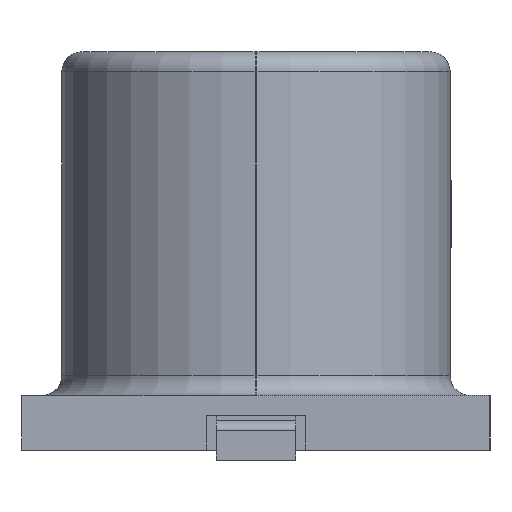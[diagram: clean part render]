
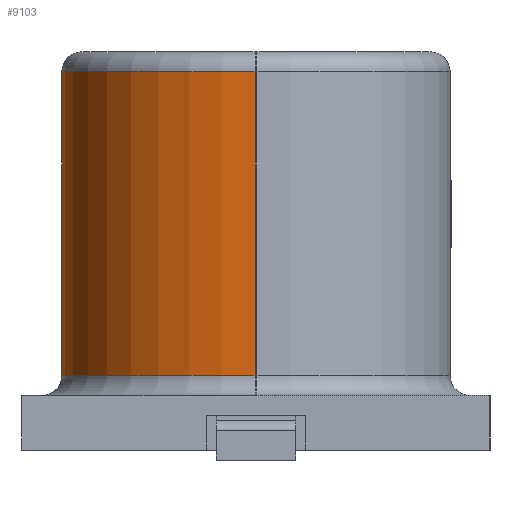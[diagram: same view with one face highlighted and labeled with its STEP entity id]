
A CAD part, left-side view. The second image highlights one B-rep face of the part: STEP entity #9103.
In plain terms, the highlighted cylindrical face has radius 1.94 mm (diameter 3.88 mm), a partial arc.
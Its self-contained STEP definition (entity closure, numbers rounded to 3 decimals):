
#12 = DIRECTION ( 'NONE',  ( 0., 0., -1. ) ) ;
#95 = FACE_OUTER_BOUND ( 'NONE', #14536, .T. ) ;
#173 = CARTESIAN_POINT ( 'NONE',  ( -5.15, 0.01, 3.8 ) ) ;
#324 = AXIS2_PLACEMENT_3D ( 'NONE', #15958, #9640, #2194 ) ;
#574 = ORIENTED_EDGE ( 'NONE', *, *, #4089, .T. ) ;
#1162 = CARTESIAN_POINT ( 'NONE',  ( -5.15, 0.01, 4. ) ) ;
#1229 = VERTEX_POINT ( 'NONE', #11303 ) ;
#1362 = DIRECTION ( 'NONE',  ( 0., 0., 1. ) ) ;
#1485 = DIRECTION ( 'NONE',  ( 0., 0., -1. ) ) ;
#1638 = CIRCLE ( 'NONE', #324, 1.94 ) ;
#1685 = CIRCLE ( 'NONE', #9780, 1.94 ) ;
#2194 = DIRECTION ( 'NONE',  ( 1., 0., 0. ) ) ;
#2324 = CARTESIAN_POINT ( 'NONE',  ( -3.21, 0.01, 0.75 ) ) ;
#2831 = DIRECTION ( 'NONE',  ( -1., 0., 0. ) ) ;
#2992 = LINE ( 'NONE', #9174, #11524 ) ;
#3433 = EDGE_CURVE ( 'NONE', #9902, #13584, #12396, .T. ) ;
#3741 = CARTESIAN_POINT ( 'NONE',  ( -3.21, 1.95, 3.8 ) ) ;
#4089 = EDGE_CURVE ( 'NONE', #4318, #1229, #2992, .T. ) ;
#4318 = VERTEX_POINT ( 'NONE', #3741 ) ;
#5054 = CYLINDRICAL_SURFACE ( 'NONE', #7044, 1.94 ) ;
#6563 = DIRECTION ( 'NONE',  ( 0., 0., -1. ) ) ;
#7044 = AXIS2_PLACEMENT_3D ( 'NONE', #11556, #1485, #2831 ) ;
#8680 = EDGE_CURVE ( 'NONE', #1229, #13584, #1685, .T. ) ;
#9103 = ADVANCED_FACE ( 'NONE', ( #95 ), #5054, .T. ) ;
#9174 = CARTESIAN_POINT ( 'NONE',  ( -3.21, 1.95, 4. ) ) ;
#9373 = ORIENTED_EDGE ( 'NONE', *, *, #8680, .T. ) ;
#9640 = DIRECTION ( 'NONE',  ( 0., 0., -1. ) ) ;
#9780 = AXIS2_PLACEMENT_3D ( 'NONE', #2324, #1362, #14852 ) ;
#9902 = VERTEX_POINT ( 'NONE', #173 ) ;
#10737 = ORIENTED_EDGE ( 'NONE', *, *, #12010, .T. ) ;
#10969 = ORIENTED_EDGE ( 'NONE', *, *, #3433, .F. ) ;
#11303 = CARTESIAN_POINT ( 'NONE',  ( -3.21, 1.95, 0.75 ) ) ;
#11524 = VECTOR ( 'NONE', #6563, 1000. ) ;
#11556 = CARTESIAN_POINT ( 'NONE',  ( -3.21, 0.01, 4. ) ) ;
#12010 = EDGE_CURVE ( 'NONE', #9902, #4318, #1638, .T. ) ;
#12396 = LINE ( 'NONE', #1162, #13985 ) ;
#12574 = CARTESIAN_POINT ( 'NONE',  ( -5.15, 0.01, 0.75 ) ) ;
#13584 = VERTEX_POINT ( 'NONE', #12574 ) ;
#13985 = VECTOR ( 'NONE', #12, 1000. ) ;
#14536 = EDGE_LOOP ( 'NONE', ( #10969, #10737, #574, #9373 ) ) ;
#14852 = DIRECTION ( 'NONE',  ( 1., 0., 0. ) ) ;
#15958 = CARTESIAN_POINT ( 'NONE',  ( -3.21, 0.01, 3.8 ) ) ;
